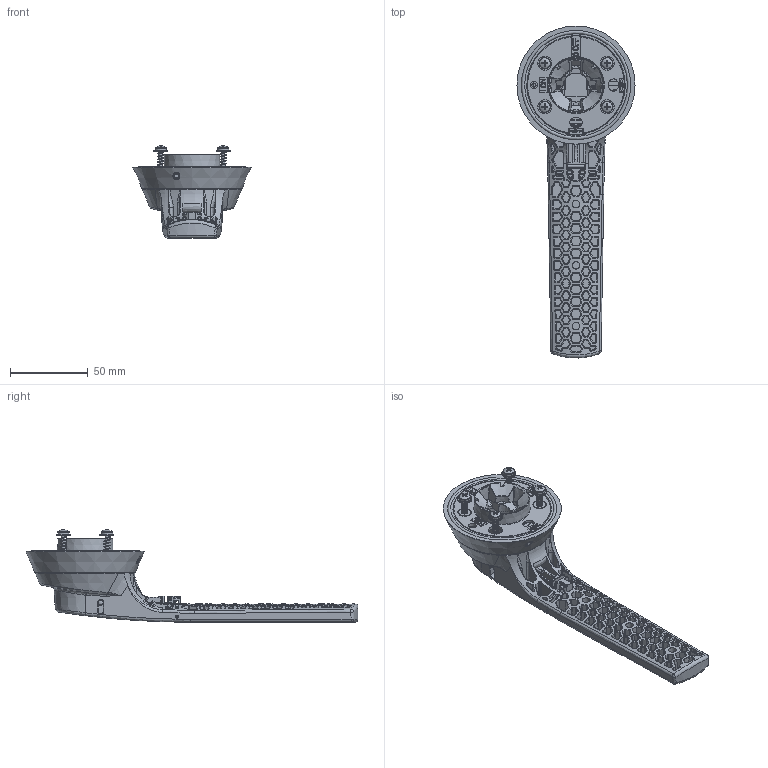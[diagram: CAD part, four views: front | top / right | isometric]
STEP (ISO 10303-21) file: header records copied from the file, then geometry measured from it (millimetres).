
FILE_DESCRIPTION(/* description */ (''),/* implementation_level */ '2;1');
FILE_NAME(/* name */ 'FILE_STP_CAD_DRAWING_3d_GLX62_prt.stp',/* time_stamp */ '2021-11-23T14:35:09+01:00',/* author */ (''),/* organization */ (''),/* preprocessor_version */ 'ST-DEVELOPER v16.7',/* originating_system */ 'SIEMENS PLM Software NX 12.0',/* authorisation */ '');
FILE_SCHEMA (('AUTOMOTIVE_DESIGN { 1 0 10303 214 3 1 1 1 }'));
Length unit declared in the file: millimetre
Products named in the file (1): 3d_GLX62
Bounding box: 75.79 x 212.87 x 59.2 mm (x, y, z)
Surface area: 61274.7 mm2 (no closed solid volume)
Topology: 0 solids, 26 shells, 4311 faces, 11108 edges, 6771 vertices
Faces by surface type: bspline 1657, plane 1193, cylinder 1101, cone 149, torus 109, sphere 97, extrusion 5
Full cylindrical faces by diameter (mm): 1.5 x1, 2 x2, 2.5 x24, 3 x1, 3.4 x1, 3.5 x1, 4 x1, 4.2 x3, 4.3 x4, 4.5 x1, 4.9 x1, 9 x4, 65.9 x1, 70.1 x1, 75.791 x1
Entity records: 168396 total; most frequent: CARTESIAN_POINT 76019, ORIENTED_EDGE 20485, DIRECTION 16630, EDGE_CURVE 10866, VERTEX_POINT 6688, AXIS2_PLACEMENT_3D 6379, EDGE_LOOP 4559, ADVANCED_FACE 4287
